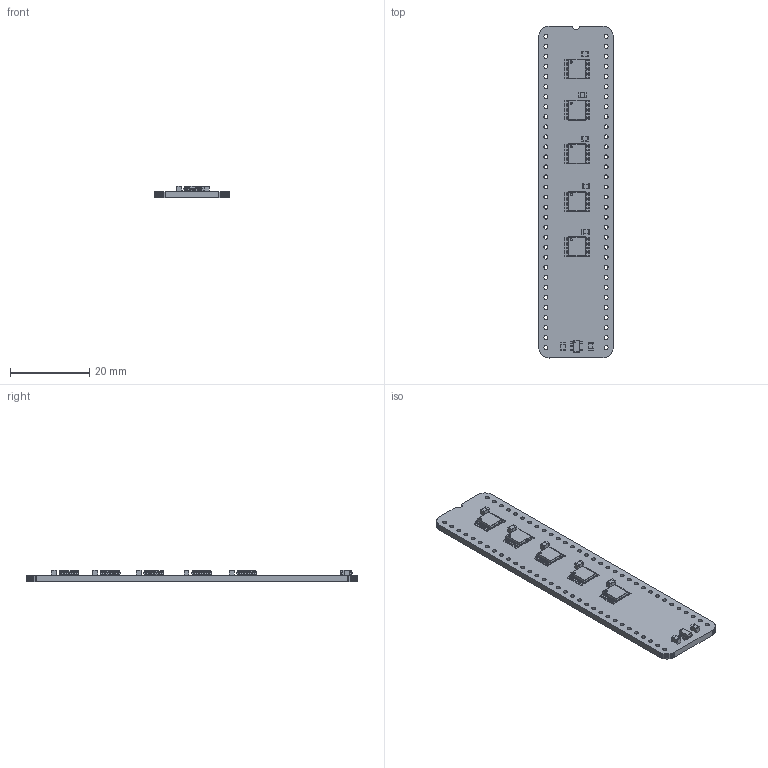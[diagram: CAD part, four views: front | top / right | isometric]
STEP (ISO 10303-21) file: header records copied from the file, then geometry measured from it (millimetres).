
FILE_DESCRIPTION(('KiCad electronic assembly'),'2;1');
FILE_NAME('Selector 18bit.step','2024-03-06T08:42:44',('Pcbnew'),( 'Kicad'),'Open CASCADE STEP processor 7.6','KiCad to STEP converter' ,'Unknown');
FILE_SCHEMA(('AUTOMOTIVE_DESIGN { 1 0 10303 214 1 1 1 1 }'));
Length unit declared in the file: millimetre
Products named in the file (8): Selector 18bit 1; MC74VHC139DR2G; COMPOUND; C_0805_2012Metric; SOLID; AP7365-33WG-7; Selector 18bit PCB
Assembly tree (17 placements, depth 3):
  Selector 18bit 1
    MC74VHC139DR2G  x5
      COMPOUND
    C_0805_2012Metric  x7
      SOLID
    AP7365-33WG-7
      COMPOUND
    Selector 18bit PCB
Bounding box: 18.8 x 83.97 x 2.93 mm (x, y, z)
Volume: 2537.5 mm3; surface area: 4165.4 mm2
Topology: 99 solids, 99 shells, 1583 faces, 3999 edges, 2634 vertices
Faces by surface type: plane 1126, cylinder 457
Full cylindrical faces by diameter (mm): 0.2 x1, 0.55 x5, 1 x64
Entity records: 32774 total; most frequent: CARTESIAN_POINT 6618, DIRECTION 4870, LINE 3185, VECTOR 3185, ORIENTED_EDGE 2534, PCURVE 2534, DEFINITIONAL_REPRESENTATION 2534, EDGE_CURVE 1267
